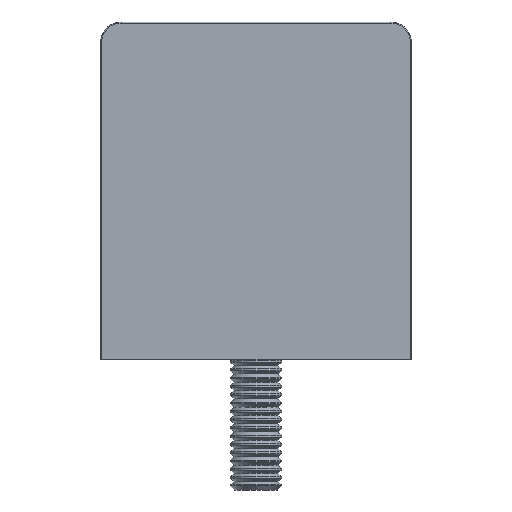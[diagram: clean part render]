
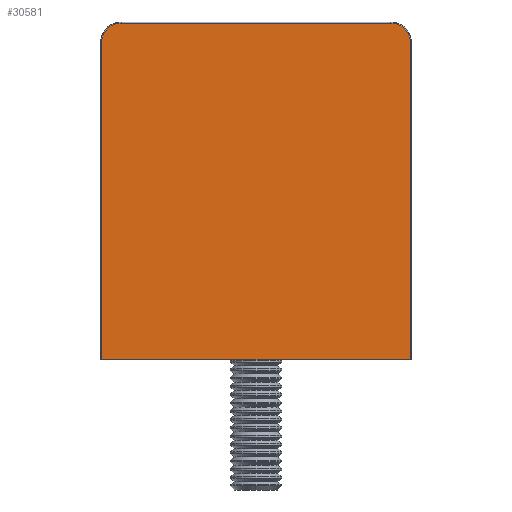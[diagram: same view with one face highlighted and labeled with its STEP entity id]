
A CAD part, left-side view. The second image highlights one B-rep face of the part: STEP entity #30581.
In plain terms, the highlighted planar face has unit normal (-1, 0, 0).
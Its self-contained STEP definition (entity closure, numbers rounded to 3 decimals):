
#891 = AXIS2_PLACEMENT_3D ( 'NONE', #13858, #7828, #2506 ) ;
#1265 = LINE ( 'NONE', #10732, #26459 ) ;
#1517 = ORIENTED_EDGE ( 'NONE', *, *, #31186, .T. ) ;
#2141 = VECTOR ( 'NONE', #11571, 1000. ) ;
#2231 = VERTEX_POINT ( 'NONE', #15857 ) ;
#2483 = CARTESIAN_POINT ( 'NONE',  ( 0., -15., -2.605 ) ) ;
#2506 = DIRECTION ( 'NONE',  ( 0., 0., 1. ) ) ;
#2562 = DIRECTION ( 'NONE',  ( 0., 0., 1. ) ) ;
#4587 = CARTESIAN_POINT ( 'NONE',  ( 0., -14.9, -2.605 ) ) ;
#7074 = DIRECTION ( 'NONE',  ( 0., 1., 0. ) ) ;
#7828 = DIRECTION ( 'NONE',  ( -1., 0., 0. ) ) ;
#8757 = EDGE_LOOP ( 'NONE', ( #28785, #9552, #8976, #27615, #19952, #1517 ) ) ;
#8968 = CARTESIAN_POINT ( 'NONE',  ( 0., -13., 29.9 ) ) ;
#8976 = ORIENTED_EDGE ( 'NONE', *, *, #30805, .T. ) ;
#9233 = VECTOR ( 'NONE', #2562, 1000. ) ;
#9552 = ORIENTED_EDGE ( 'NONE', *, *, #19520, .T. ) ;
#10605 = CARTESIAN_POINT ( 'NONE',  ( 0., 0., 0. ) ) ;
#10732 = CARTESIAN_POINT ( 'NONE',  ( 0., 13., 29.9 ) ) ;
#11571 = DIRECTION ( 'NONE',  ( 0., 1., 0. ) ) ;
#13545 = CIRCLE ( 'NONE', #891, 1.9 ) ;
#13612 = DIRECTION ( 'NONE',  ( 0., 0., 1. ) ) ;
#13858 = CARTESIAN_POINT ( 'NONE',  ( 0., 13., 28. ) ) ;
#15016 = EDGE_CURVE ( 'NONE', #31953, #33073, #1265, .T. ) ;
#15093 = AXIS2_PLACEMENT_3D ( 'NONE', #26233, #29213, #26463 ) ;
#15337 = FACE_OUTER_BOUND ( 'NONE', #8757, .T. ) ;
#15857 = CARTESIAN_POINT ( 'NONE',  ( 0., 14.9, 28. ) ) ;
#16513 = CARTESIAN_POINT ( 'NONE',  ( 0., -14.9, 28. ) ) ;
#16921 = CARTESIAN_POINT ( 'NONE',  ( 0., 13., 29.9 ) ) ;
#17431 = LINE ( 'NONE', #2483, #2141 ) ;
#19335 = CARTESIAN_POINT ( 'NONE',  ( 0., -14.9, 28. ) ) ;
#19520 = EDGE_CURVE ( 'NONE', #34333, #32187, #35708, .T. ) ;
#19952 = ORIENTED_EDGE ( 'NONE', *, *, #36914, .T. ) ;
#22026 = VECTOR ( 'NONE', #35688, 1000. ) ;
#22383 = CARTESIAN_POINT ( 'NONE',  ( 0., 14.9, -2.605 ) ) ;
#25415 = AXIS2_PLACEMENT_3D ( 'NONE', #10605, #30754, #13612 ) ;
#26233 = CARTESIAN_POINT ( 'NONE',  ( 0., -13., 28. ) ) ;
#26459 = VECTOR ( 'NONE', #7074, 1000. ) ;
#26463 = DIRECTION ( 'NONE',  ( 0., 0., 1. ) ) ;
#27467 = VERTEX_POINT ( 'NONE', #22383 ) ;
#27615 = ORIENTED_EDGE ( 'NONE', *, *, #15016, .T. ) ;
#28785 = ORIENTED_EDGE ( 'NONE', *, *, #33028, .F. ) ;
#29213 = DIRECTION ( 'NONE',  ( -1., 0., 0. ) ) ;
#30382 = PLANE ( 'NONE',  #25415 ) ;
#30581 = ADVANCED_FACE ( 'NONE', ( #15337 ), #30382, .T. ) ;
#30754 = DIRECTION ( 'NONE',  ( -1., 0., 0. ) ) ;
#30805 = EDGE_CURVE ( 'NONE', #32187, #31953, #32809, .T. ) ;
#31186 = EDGE_CURVE ( 'NONE', #2231, #27467, #32346, .T. ) ;
#31953 = VERTEX_POINT ( 'NONE', #8968 ) ;
#32187 = VERTEX_POINT ( 'NONE', #19335 ) ;
#32346 = LINE ( 'NONE', #33165, #22026 ) ;
#32809 = CIRCLE ( 'NONE', #15093, 1.9 ) ;
#33028 = EDGE_CURVE ( 'NONE', #34333, #27467, #17431, .T. ) ;
#33073 = VERTEX_POINT ( 'NONE', #16921 ) ;
#33165 = CARTESIAN_POINT ( 'NONE',  ( 0., 14.9, -2.605 ) ) ;
#34333 = VERTEX_POINT ( 'NONE', #4587 ) ;
#35688 = DIRECTION ( 'NONE',  ( 0., 0., -1. ) ) ;
#35708 = LINE ( 'NONE', #16513, #9233 ) ;
#36914 = EDGE_CURVE ( 'NONE', #33073, #2231, #13545, .T. ) ;
